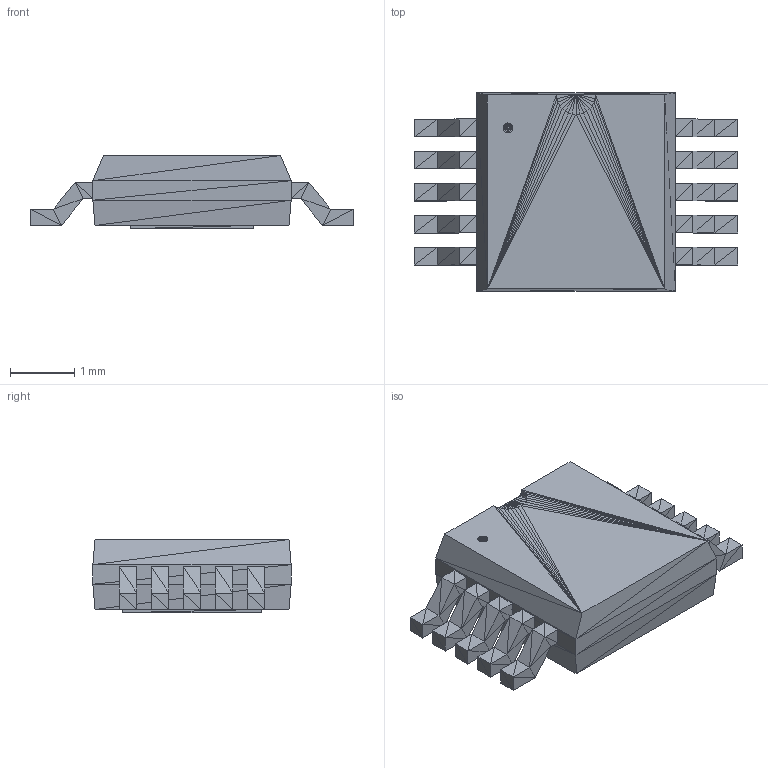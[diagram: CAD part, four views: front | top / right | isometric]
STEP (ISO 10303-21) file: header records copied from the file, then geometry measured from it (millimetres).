
FILE_DESCRIPTION(('STEP AP214'),'1');
FILE_NAME('MSOP-10_MSE-L','2017-04-12T10:48:10',(''),(''),'','','');
FILE_SCHEMA(('AUTOMOTIVE_DESIGN'));
Length unit declared in the file: millimetre
Products named in the file (1): product
Bounding box: 5.05 x 3.1 x 1.15 mm (x, y, z)
Surface area: 54 mm2 (no closed solid volume)
Topology: 0 solids, 521 shells, 521 faces, 1563 edges, 1563 vertices
Faces by surface type: plane 521
Entity records: 17252 total; most frequent: CARTESIAN_POINT 3648, DIRECTION 2607, ORIENTED_EDGE 1563, EDGE_CURVE 1563, VERTEX_POINT 1563, LINE 1563, VECTOR 1563, AXIS2_PLACEMENT_3D 522
